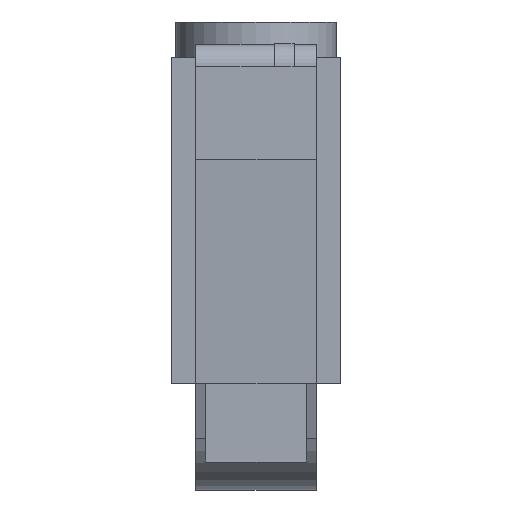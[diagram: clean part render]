
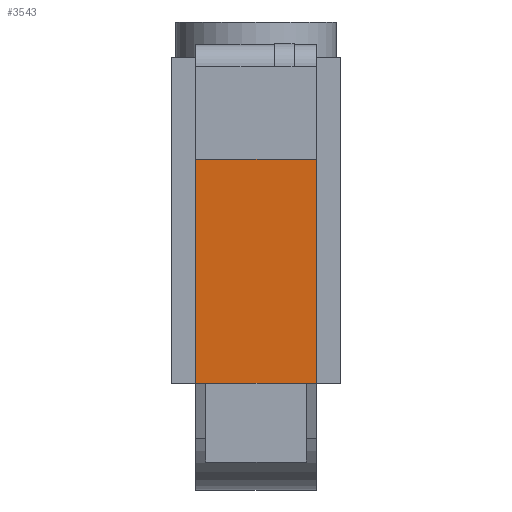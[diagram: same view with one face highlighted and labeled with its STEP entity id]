
A CAD part, left-side view. The second image highlights one B-rep face of the part: STEP entity #3543.
In plain terms, the highlighted planar face has unit normal (-0.998, 0, -0.06).
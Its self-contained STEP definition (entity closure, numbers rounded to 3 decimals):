
#942=CARTESIAN_POINT('',(-131.7,-6.75,0.7));
#943=VERTEX_POINT('',#942);
#950=CARTESIAN_POINT('',(-131.7,-5.6,0.7));
#951=VERTEX_POINT('',#950);
#952=CARTESIAN_POINT('',(-131.7,-6.75,0.7));
#953=DIRECTION('',(0.0,1.0,0.0));
#954=VECTOR('',#953,1.15);
#955=LINE('',#952,#954);
#956=EDGE_CURVE('',#943,#951,#955,.T.);
#974=CARTESIAN_POINT('',(-131.7,5.6,0.7));
#975=VERTEX_POINT('',#974);
#982=CARTESIAN_POINT('',(-131.7,6.75,0.7));
#983=VERTEX_POINT('',#982);
#984=CARTESIAN_POINT('',(-131.7,5.6,0.7));
#985=DIRECTION('',(0.0,1.0,0.0));
#986=VECTOR('',#985,1.15);
#987=LINE('',#984,#986);
#988=EDGE_CURVE('',#975,#983,#987,.T.);
#3133=CARTESIAN_POINT('',(-131.7,-5.6,0.7));
#3134=DIRECTION('',(0.0,1.0,0.0));
#3135=VECTOR('',#3134,11.2);
#3136=LINE('',#3133,#3135);
#3137=EDGE_CURVE('',#951,#975,#3136,.T.);
#3425=CARTESIAN_POINT('',(-133.2,-6.75,25.7));
#3426=VERTEX_POINT('',#3425);
#3433=CARTESIAN_POINT('',(-131.7,-6.75,0.7));
#3434=DIRECTION('',(-0.06,0.0,0.998));
#3435=VECTOR('',#3434,25.045);
#3436=LINE('',#3433,#3435);
#3437=EDGE_CURVE('',#943,#3426,#3436,.T.);
#3504=CARTESIAN_POINT('',(-133.2,6.75,25.7));
#3505=VERTEX_POINT('',#3504);
#3512=CARTESIAN_POINT('',(-133.2,-6.75,25.7));
#3513=DIRECTION('',(0.0,1.0,0.0));
#3514=VECTOR('',#3513,13.5);
#3515=LINE('',#3512,#3514);
#3516=EDGE_CURVE('',#3426,#3505,#3515,.T.);
#3525=CARTESIAN_POINT('',(-133.2,0.0,25.7));
#3526=DIRECTION('',(-0.998,0.0,-0.06));
#3527=DIRECTION('',(-0.06,0.0,0.998));
#3528=AXIS2_PLACEMENT_3D('',#3525,#3526,#3527);
#3529=PLANE('',#3528);
#3530=CARTESIAN_POINT('',(-133.2,6.75,25.7));
#3531=DIRECTION('',(0.06,0.0,-0.998));
#3532=VECTOR('',#3531,25.045);
#3533=LINE('',#3530,#3532);
#3534=EDGE_CURVE('',#3505,#983,#3533,.T.);
#3535=ORIENTED_EDGE('',*,*,#3534,.T.);
#3536=ORIENTED_EDGE('',*,*,#988,.F.);
#3537=ORIENTED_EDGE('',*,*,#3137,.F.);
#3538=ORIENTED_EDGE('',*,*,#956,.F.);
#3539=ORIENTED_EDGE('',*,*,#3437,.T.);
#3540=ORIENTED_EDGE('',*,*,#3516,.T.);
#3541=EDGE_LOOP('',(#3535,#3536,#3537,#3538,#3539,#3540));
#3542=FACE_OUTER_BOUND('',#3541,.T.);
#3543=ADVANCED_FACE('',(#3542),#3529,.T.);
